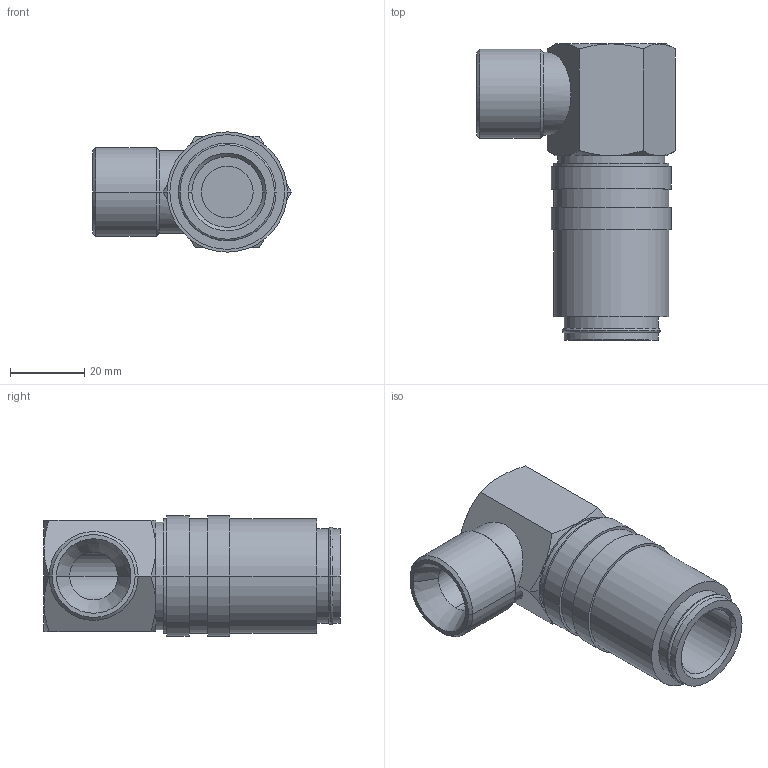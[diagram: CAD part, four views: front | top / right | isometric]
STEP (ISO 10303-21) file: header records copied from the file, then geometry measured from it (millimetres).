
FILE_DESCRIPTION(('STEP AP214'),'1');
FILE_NAME('eshg_2415_a-90ab.stp','2020-04-22T06:06:27',('TraceParts'),('TraceParts S.A.'),'Spatial InterOp 3D',' ',' ');
FILE_SCHEMA(('automotive_design'));
Length unit declared in the file: millimetre
Products named in the file (1): 1
Bounding box: 53.69 x 80 x 32.5 mm (x, y, z)
Volume: 50082.5 mm3; surface area: 16255 mm2
Topology: 1 solids, 1 shells, 72 faces, 154 edges, 92 vertices
Faces by surface type: cylinder 26, cone 24, plane 18, torus 4
Entity records: 2638 total; most frequent: CARTESIAN_POINT 499, DIRECTION 352, ORIENTED_EDGE 308, EDGE_CURVE 154, AXIS2_PLACEMENT_3D 153, VERTEX_POINT 92, EDGE_LOOP 82, CIRCLE 78
